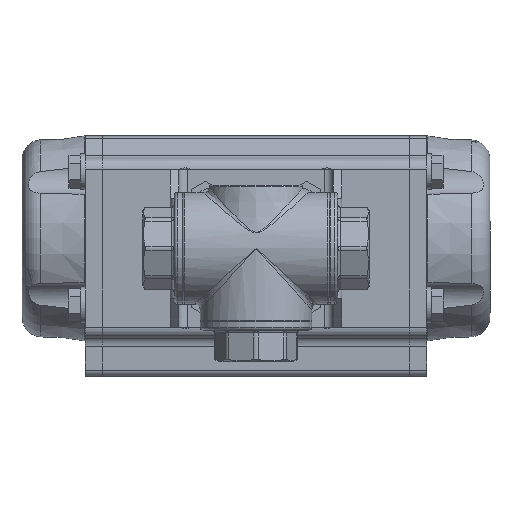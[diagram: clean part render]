
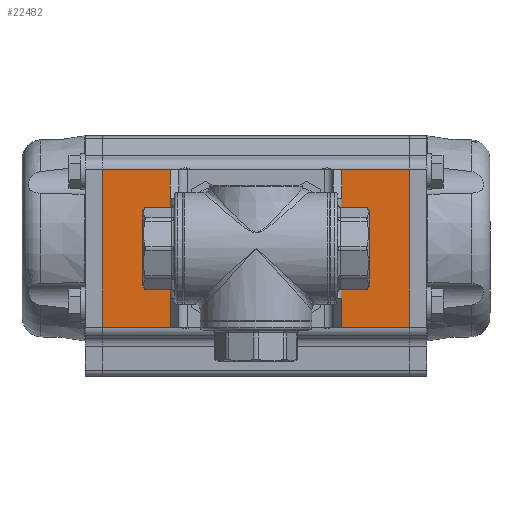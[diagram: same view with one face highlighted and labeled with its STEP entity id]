
A CAD part, front view. The second image highlights one B-rep face of the part: STEP entity #22482.
In plain terms, the highlighted planar face has unit normal (0, -1, 0).
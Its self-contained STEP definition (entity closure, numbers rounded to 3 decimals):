
#875=PLANE('',#25292);
#3211=LINE('',#69266,#4958);
#3212=LINE('',#69270,#4959);
#3213=LINE('',#69272,#4960);
#3214=LINE('',#69274,#4961);
#3215=LINE('',#69278,#4962);
#3216=LINE('',#69282,#4963);
#3217=LINE('',#69284,#4964);
#3218=LINE('',#69286,#4965);
#4958=VECTOR('',#29725,1000.);
#4959=VECTOR('',#29728,1000.);
#4960=VECTOR('',#29729,1000.);
#4961=VECTOR('',#29730,1000.);
#4962=VECTOR('',#29733,1000.);
#4963=VECTOR('',#29736,1000.);
#4964=VECTOR('',#29737,1000.);
#4965=VECTOR('',#29738,1000.);
#10798=ORIENTED_EDGE('',*,*,#14754,.T.);
#10799=ORIENTED_EDGE('',*,*,#14755,.T.);
#10800=ORIENTED_EDGE('',*,*,#14756,.T.);
#10801=ORIENTED_EDGE('',*,*,#14757,.T.);
#10802=ORIENTED_EDGE('',*,*,#14758,.F.);
#10803=ORIENTED_EDGE('',*,*,#14759,.F.);
#10804=ORIENTED_EDGE('',*,*,#14760,.T.);
#10805=ORIENTED_EDGE('',*,*,#14761,.F.);
#10806=ORIENTED_EDGE('',*,*,#14762,.T.);
#10807=ORIENTED_EDGE('',*,*,#14763,.F.);
#10808=ORIENTED_EDGE('',*,*,#14764,.T.);
#10809=ORIENTED_EDGE('',*,*,#14765,.T.);
#10810=ORIENTED_EDGE('',*,*,#14766,.T.);
#10811=ORIENTED_EDGE('',*,*,#14767,.T.);
#10812=ORIENTED_EDGE('',*,*,#14768,.T.);
#10813=ORIENTED_EDGE('',*,*,#14769,.T.);
#10814=ORIENTED_EDGE('',*,*,#14770,.T.);
#14754=EDGE_CURVE('',#17128,#17129,#18121,.T.);
#14755=EDGE_CURVE('',#17129,#17130,#3211,.T.);
#14756=EDGE_CURVE('',#17130,#17131,#18122,.T.);
#14757=EDGE_CURVE('',#17131,#17132,#3212,.T.);
#14758=EDGE_CURVE('',#17133,#17132,#3213,.T.);
#14759=EDGE_CURVE('',#17134,#17133,#3214,.T.);
#14760=EDGE_CURVE('',#17134,#17135,#18123,.T.);
#14761=EDGE_CURVE('',#17136,#17135,#3215,.T.);
#14762=EDGE_CURVE('',#17136,#17137,#18124,.T.);
#14763=EDGE_CURVE('',#17138,#17137,#3216,.T.);
#14764=EDGE_CURVE('',#17138,#17139,#3217,.T.);
#14765=EDGE_CURVE('',#17139,#17128,#3218,.T.);
#14766=EDGE_CURVE('',#17140,#17140,#18125,.T.);
#14767=EDGE_CURVE('',#17141,#17141,#18126,.T.);
#14768=EDGE_CURVE('',#17142,#17142,#18127,.T.);
#14769=EDGE_CURVE('',#17143,#17143,#18128,.T.);
#14770=EDGE_CURVE('',#17144,#17144,#18129,.T.);
#17128=VERTEX_POINT('',#69264);
#17129=VERTEX_POINT('',#69265);
#17130=VERTEX_POINT('',#69267);
#17131=VERTEX_POINT('',#69269);
#17132=VERTEX_POINT('',#69271);
#17133=VERTEX_POINT('',#69273);
#17134=VERTEX_POINT('',#69275);
#17135=VERTEX_POINT('',#69277);
#17136=VERTEX_POINT('',#69279);
#17137=VERTEX_POINT('',#69281);
#17138=VERTEX_POINT('',#69283);
#17139=VERTEX_POINT('',#69285);
#17140=VERTEX_POINT('',#69288);
#17141=VERTEX_POINT('',#69290);
#17142=VERTEX_POINT('',#69292);
#17143=VERTEX_POINT('',#69294);
#17144=VERTEX_POINT('',#69296);
#18121=CIRCLE('',#25293,3.324);
#18122=CIRCLE('',#25294,3.324);
#18123=CIRCLE('',#25295,3.324);
#18124=CIRCLE('',#25296,3.324);
#18125=CIRCLE('',#25297,2.459);
#18126=CIRCLE('',#25298,2.459);
#18127=CIRCLE('',#25299,2.459);
#18128=CIRCLE('',#25300,2.459);
#18129=CIRCLE('',#25301,11.);
#19462=EDGE_LOOP('',(#10798,#10799,#10800,#10801,#10802,#10803,#10804,#10805,
#10806,#10807,#10808,#10809));
#19463=EDGE_LOOP('',(#10810));
#19464=EDGE_LOOP('',(#10811));
#19465=EDGE_LOOP('',(#10812));
#19466=EDGE_LOOP('',(#10813));
#19467=EDGE_LOOP('',(#10814));
#21002=FACE_BOUND('',#19462,.T.);
#21003=FACE_BOUND('',#19463,.T.);
#21004=FACE_BOUND('',#19464,.T.);
#21005=FACE_BOUND('',#19465,.T.);
#21006=FACE_BOUND('',#19466,.T.);
#21007=FACE_BOUND('',#19467,.T.);
#22482=ADVANCED_FACE('',(#21002,#21003,#21004,#21005,#21006,#21007),#875,
 .T.);
#25292=AXIS2_PLACEMENT_3D('',#69262,#29721,#29722);
#25293=AXIS2_PLACEMENT_3D('',#69263,#29723,#29724);
#25294=AXIS2_PLACEMENT_3D('',#69268,#29726,#29727);
#25295=AXIS2_PLACEMENT_3D('',#69276,#29731,#29732);
#25296=AXIS2_PLACEMENT_3D('',#69280,#29734,#29735);
#25297=AXIS2_PLACEMENT_3D('',#69287,#29739,#29740);
#25298=AXIS2_PLACEMENT_3D('',#69289,#29741,#29742);
#25299=AXIS2_PLACEMENT_3D('',#69291,#29743,#29744);
#25300=AXIS2_PLACEMENT_3D('',#69293,#29745,#29746);
#25301=AXIS2_PLACEMENT_3D('',#69295,#29747,#29748);
#29721=DIRECTION('',(0.,-1.,0.));
#29722=DIRECTION('',(0.,0.,-1.));
#29723=DIRECTION('',(0.,1.,0.));
#29724=DIRECTION('',(1.,0.,0.));
#29725=DIRECTION('',(0.,0.,-1.));
#29726=DIRECTION('',(0.,1.,0.));
#29727=DIRECTION('',(1.,0.,0.));
#29728=DIRECTION('',(0.,0.,-1.));
#29729=DIRECTION('',(-1.,0.,0.));
#29730=DIRECTION('',(0.,0.,-1.));
#29731=DIRECTION('',(0.,1.,0.));
#29732=DIRECTION('',(1.,0.,0.));
#29733=DIRECTION('',(0.,0.,-1.));
#29734=DIRECTION('',(0.,1.,0.));
#29735=DIRECTION('',(1.,0.,0.));
#29736=DIRECTION('',(0.,0.,-1.));
#29737=DIRECTION('',(-1.,0.,0.));
#29738=DIRECTION('',(0.,0.,-1.));
#29739=DIRECTION('',(0.,1.,0.));
#29740=DIRECTION('',(1.,0.,0.));
#29741=DIRECTION('',(0.,1.,0.));
#29742=DIRECTION('',(1.,0.,0.));
#29743=DIRECTION('',(0.,1.,0.));
#29744=DIRECTION('',(1.,0.,0.));
#29745=DIRECTION('',(0.,1.,0.));
#29746=DIRECTION('',(1.,0.,0.));
#29747=DIRECTION('',(0.,1.,0.));
#29748=DIRECTION('',(0.,0.,-1.));
#69262=CARTESIAN_POINT('',(-24.05,-42.25,-6.));
#69263=CARTESIAN_POINT('',(-21.273,-42.25,-34.955));
#69264=CARTESIAN_POINT('',(-24.05,-42.25,-33.128));
#69265=CARTESIAN_POINT('',(-24.05,-42.25,-36.782));
#69266=CARTESIAN_POINT('',(-24.05,-42.25,-6.));
#69267=CARTESIAN_POINT('',(-24.05,-42.25,-82.618));
#69268=CARTESIAN_POINT('',(-21.273,-42.25,-84.445));
#69269=CARTESIAN_POINT('',(-24.05,-42.25,-86.272));
#69270=CARTESIAN_POINT('',(-24.05,-42.25,-6.));
#69271=CARTESIAN_POINT('',(-24.05,-42.25,-113.4));
#69272=CARTESIAN_POINT('',(32.65,-42.25,-113.4));
#69273=CARTESIAN_POINT('',(30.993,-42.25,-113.4));
#69274=CARTESIAN_POINT('',(30.993,-42.25,-6.));
#69275=CARTESIAN_POINT('',(30.993,-42.25,-86.272));
#69276=CARTESIAN_POINT('',(28.217,-42.25,-84.445));
#69277=CARTESIAN_POINT('',(30.993,-42.25,-82.618));
#69278=CARTESIAN_POINT('',(30.993,-42.25,-6.));
#69279=CARTESIAN_POINT('',(30.993,-42.25,-36.782));
#69280=CARTESIAN_POINT('',(28.217,-42.25,-34.955));
#69281=CARTESIAN_POINT('',(30.993,-42.25,-33.128));
#69282=CARTESIAN_POINT('',(30.993,-42.25,-6.));
#69283=CARTESIAN_POINT('',(30.993,-42.25,-6.));
#69284=CARTESIAN_POINT('',(32.65,-42.25,-6.));
#69285=CARTESIAN_POINT('',(-24.05,-42.25,-6.));
#69286=CARTESIAN_POINT('',(-24.05,-42.25,-6.));
#69287=CARTESIAN_POINT('',(-14.208,-42.25,-77.38));
#69288=CARTESIAN_POINT('',(-11.75,-42.25,-77.38));
#69289=CARTESIAN_POINT('',(21.152,-42.25,-77.38));
#69290=CARTESIAN_POINT('',(23.61,-42.25,-77.38));
#69291=CARTESIAN_POINT('',(21.152,-42.25,-42.02));
#69292=CARTESIAN_POINT('',(23.61,-42.25,-42.02));
#69293=CARTESIAN_POINT('',(-14.208,-42.25,-42.02));
#69294=CARTESIAN_POINT('',(-11.75,-42.25,-42.02));
#69295=CARTESIAN_POINT('',(3.5,-42.25,-59.7));
#69296=CARTESIAN_POINT('',(3.5,-42.25,-70.7));
